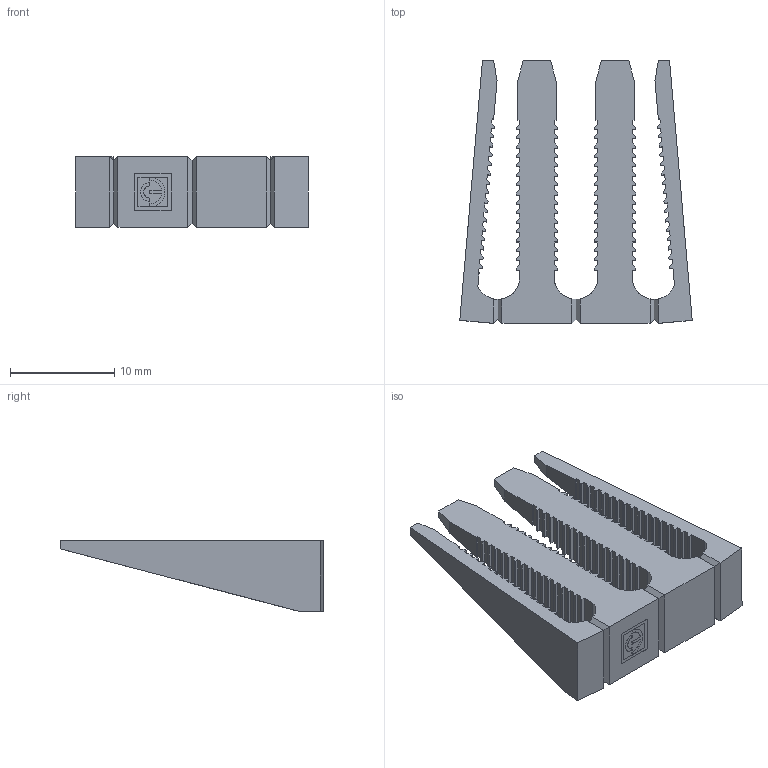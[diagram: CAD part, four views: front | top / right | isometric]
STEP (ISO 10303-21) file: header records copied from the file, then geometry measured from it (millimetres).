
FILE_DESCRIPTION(('STEP AP214'),'1');
FILE_NAME('CMR753.stp','2020-01-13T13:36:09',(' '),(' '),'Spatial InterOp 3D',' ',' ');
FILE_SCHEMA(('automotive_design'));
Length unit declared in the file: metre
Products named in the file (1): 1
Bounding box: 22.3 x 25.2 x 6.8 mm (x, y, z)
Volume: 1254.3 mm3; surface area: 1698.7 mm2
Topology: 1 solids, 1 shells, 477 faces, 1398 edges, 926 vertices
Faces by surface type: plane 469, cylinder 7, extrusion 1
Entity records: 19344 total; most frequent: CARTESIAN_POINT 2820, ORIENTED_EDGE 2796, DIRECTION 2383, EDGE_CURVE 1398, VECTOR 1365, LINE 1364, VERTEX_POINT 926, AXIS2_PLACEMENT_3D 509
